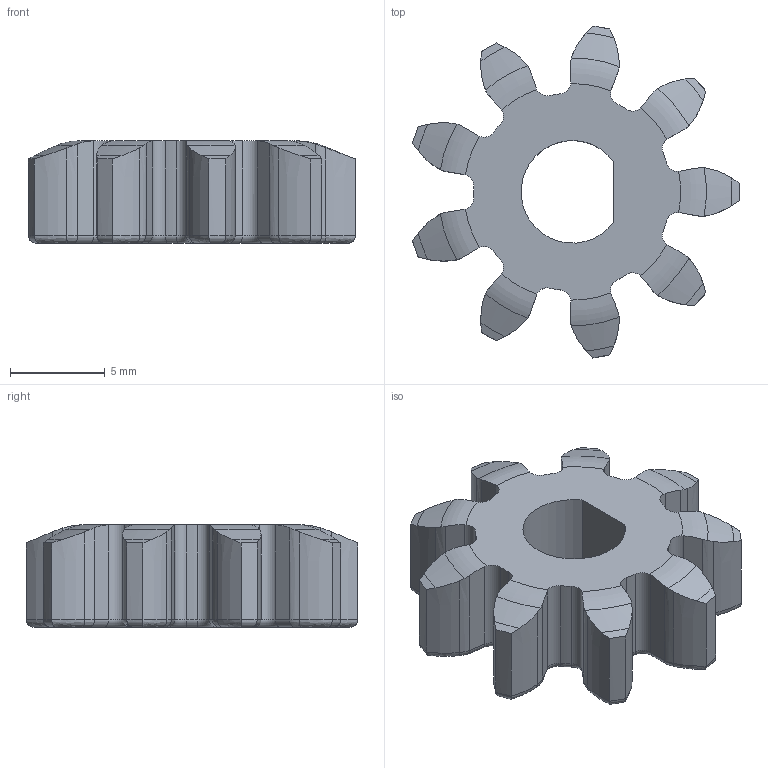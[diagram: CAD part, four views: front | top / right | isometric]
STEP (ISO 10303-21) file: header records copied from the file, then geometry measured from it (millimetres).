
FILE_DESCRIPTION(('FreeCAD Model'),'2;1');
FILE_NAME('Open CASCADE Shape Model','2024-11-10T11:20:37',('Author'),( ''),'Open CASCADE STEP processor 7.7','FreeCAD','Unknown');
FILE_SCHEMA(('AUTOMOTIVE_DESIGN { 1 0 10303 214 1 1 1 1 }'));
Length unit declared in the file: millimetre
Products named in the file (1): 3-cog-wheel
Bounding box: 17.22 x 17.47 x 5.4 mm (x, y, z)
Volume: 695.7 mm3; surface area: 791.1 mm2
Topology: 1 solids, 1 shells, 213 faces, 541 edges, 330 vertices
Faces by surface type: cylinder 56, torus 46, extrusion 36, bspline 36, plane 21, cone 18
Entity records: 10019 total; most frequent: CARTESIAN_POINT 5352, ORIENTED_EDGE 1082, DIRECTION 799, EDGE_CURVE 541, VERTEX_POINT 330, AXIS2_PLACEMENT_3D 316, B_SPLINE_CURVE_WITH_KNOTS 263, FACE_BOUND 215
